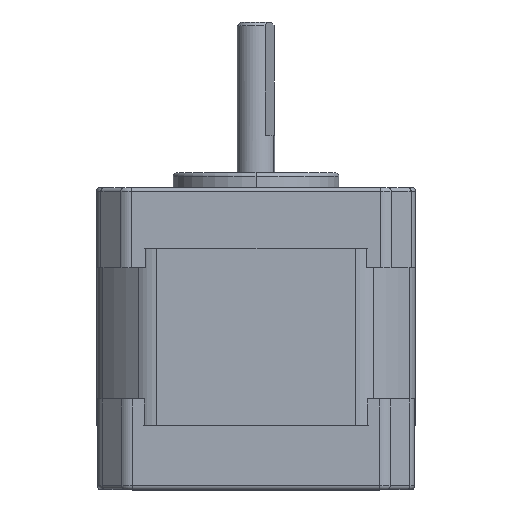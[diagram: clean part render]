
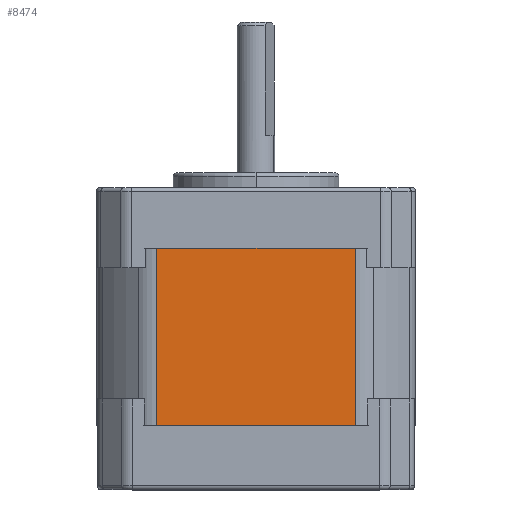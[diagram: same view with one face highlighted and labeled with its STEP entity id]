
A CAD part, top view. The second image highlights one B-rep face of the part: STEP entity #8474.
In plain terms, the highlighted planar face has unit normal (0, 0, 1).
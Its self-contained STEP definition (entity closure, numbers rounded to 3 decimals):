
#502 = LINE ( 'NONE', #4740, #10038 ) ;
#759 = DIRECTION ( 'NONE',  ( 0., 0., -1. ) ) ;
#778 = DIRECTION ( 'NONE',  ( 0., 1., 0. ) ) ;
#1039 = VECTOR ( 'NONE', #1763, 1000. ) ;
#1585 = CARTESIAN_POINT ( 'NONE',  ( -13.132, 23.5, 21.15 ) ) ;
#1636 = DIRECTION ( 'NONE',  ( 0., -1., 0. ) ) ;
#1709 = CARTESIAN_POINT ( 'NONE',  ( -14.424, 0., 21.15 ) ) ;
#1763 = DIRECTION ( 'NONE',  ( 1., 0., 0. ) ) ;
#1809 = AXIS2_PLACEMENT_3D ( 'NONE', #7367, #759, #9038 ) ;
#2065 = EDGE_LOOP ( 'NONE', ( #4665, #8016, #9617, #10329 ) ) ;
#2608 = VERTEX_POINT ( 'NONE', #7169 ) ;
#2636 = CARTESIAN_POINT ( 'NONE',  ( -13.132, 0., 21.15 ) ) ;
#2699 = EDGE_CURVE ( 'NONE', #5119, #10451, #10619, .T. ) ;
#2738 = EDGE_CURVE ( 'NONE', #10451, #7767, #8301, .T. ) ;
#3179 = EDGE_CURVE ( 'NONE', #2608, #5119, #6468, .T. ) ;
#4117 = CARTESIAN_POINT ( 'NONE',  ( 13.132, 23.5, 21.15 ) ) ;
#4665 = ORIENTED_EDGE ( 'NONE', *, *, #2699, .T. ) ;
#4740 = CARTESIAN_POINT ( 'NONE',  ( -14.424, 23.5, 21.15 ) ) ;
#5119 = VERTEX_POINT ( 'NONE', #2636 ) ;
#5160 = VECTOR ( 'NONE', #1636, 1000. ) ;
#5419 = CARTESIAN_POINT ( 'NONE',  ( 13.132, 0., 21.15 ) ) ;
#6468 = LINE ( 'NONE', #1585, #5160 ) ;
#7169 = CARTESIAN_POINT ( 'NONE',  ( -13.132, 23.5, 21.15 ) ) ;
#7366 = EDGE_CURVE ( 'NONE', #2608, #7767, #502, .T. ) ;
#7367 = CARTESIAN_POINT ( 'NONE',  ( -14.424, 23.5, 21.15 ) ) ;
#7767 = VERTEX_POINT ( 'NONE', #4117 ) ;
#7803 = DIRECTION ( 'NONE',  ( 1., 0., 0. ) ) ;
#8016 = ORIENTED_EDGE ( 'NONE', *, *, #2738, .T. ) ;
#8141 = CARTESIAN_POINT ( 'NONE',  ( 13.132, 23.5, 21.15 ) ) ;
#8301 = LINE ( 'NONE', #8141, #9633 ) ;
#8474 = ADVANCED_FACE ( 'NONE', ( #9909 ), #10552, .F. ) ;
#9038 = DIRECTION ( 'NONE',  ( -1., 0., 0. ) ) ;
#9617 = ORIENTED_EDGE ( 'NONE', *, *, #7366, .F. ) ;
#9633 = VECTOR ( 'NONE', #778, 1000. ) ;
#9909 = FACE_OUTER_BOUND ( 'NONE', #2065, .T. ) ;
#10038 = VECTOR ( 'NONE', #7803, 1000. ) ;
#10329 = ORIENTED_EDGE ( 'NONE', *, *, #3179, .T. ) ;
#10451 = VERTEX_POINT ( 'NONE', #5419 ) ;
#10552 = PLANE ( 'NONE',  #1809 ) ;
#10619 = LINE ( 'NONE', #1709, #1039 ) ;
